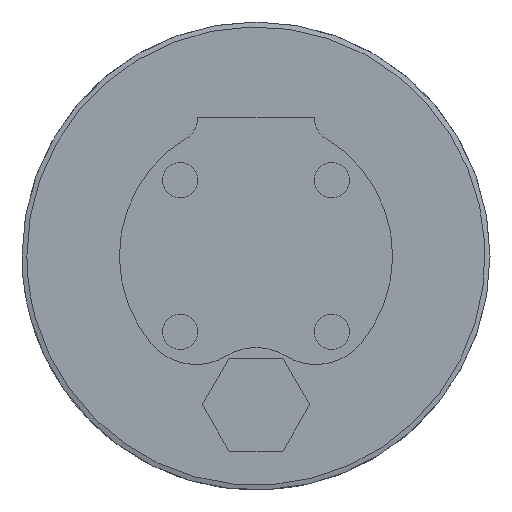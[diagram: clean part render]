
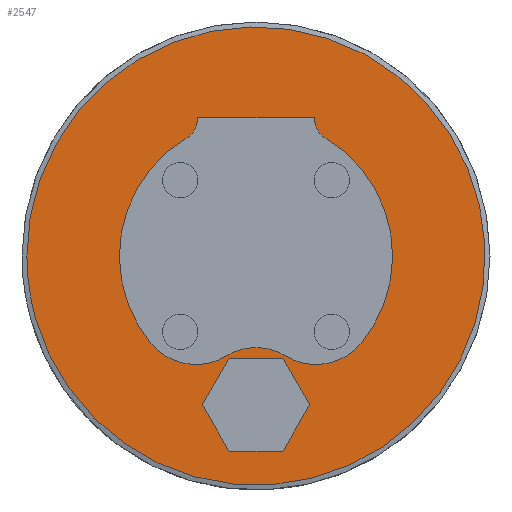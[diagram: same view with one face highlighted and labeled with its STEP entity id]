
A CAD part, left-side view. The second image highlights one B-rep face of the part: STEP entity #2547.
In plain terms, the highlighted planar face has unit normal (-1, 0, 0).
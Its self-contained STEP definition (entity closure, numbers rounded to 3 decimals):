
#171=FACE_BOUND('',#535,.T.);
#172=FACE_BOUND('',#536,.T.);
#189=CIRCLE('',#2715,46.95);
#190=CIRCLE('',#2716,46.95);
#191=CIRCLE('',#2717,12.);
#192=CIRCLE('',#2718,11.5);
#193=CIRCLE('',#2719,12.);
#194=CIRCLE('',#2720,28.);
#195=CIRCLE('',#2721,5.);
#196=CIRCLE('',#2722,5.);
#197=CIRCLE('',#2723,28.);
#387=FACE_OUTER_BOUND('',#534,.T.);
#534=EDGE_LOOP('',(#1731,#1732));
#535=EDGE_LOOP('',(#1733,#1734,#1735,#1736,#1737,#1738,#1739));
#536=EDGE_LOOP('',(#1740,#1741,#1742,#1743,#1744,#1745,#1746,#1747));
#692=LINE('',#3961,#856);
#697=LINE('',#3970,#861);
#698=LINE('',#3973,#862);
#706=LINE('',#3988,#870);
#707=LINE('',#3991,#871);
#709=LINE('',#3995,#873);
#711=LINE('',#3998,#875);
#712=LINE('',#4016,#876);
#856=VECTOR('',#3072,5.5);
#861=VECTOR('',#3079,5.5);
#862=VECTOR('',#3082,11.);
#870=VECTOR('',#3094,11.);
#871=VECTOR('',#3097,11.);
#873=VECTOR('',#3101,11.);
#875=VECTOR('',#3105,11.);
#876=VECTOR('',#3122,23.822);
#1019=VERTEX_POINT('',#3957);
#1021=VERTEX_POINT('',#3960);
#1024=VERTEX_POINT('',#3968);
#1025=VERTEX_POINT('',#3972);
#1030=VERTEX_POINT('',#3986);
#1031=VERTEX_POINT('',#3990);
#1032=VERTEX_POINT('',#3994);
#1033=VERTEX_POINT('',#4000);
#1034=VERTEX_POINT('',#4001);
#1035=VERTEX_POINT('',#4004);
#1036=VERTEX_POINT('',#4005);
#1037=VERTEX_POINT('',#4007);
#1038=VERTEX_POINT('',#4009);
#1039=VERTEX_POINT('',#4011);
#1040=VERTEX_POINT('',#4013);
#1041=VERTEX_POINT('',#4015);
#1042=VERTEX_POINT('',#4017);
#1295=EDGE_CURVE('',#1019,#1021,#692,.T.);
#1300=EDGE_CURVE('',#1024,#1019,#697,.T.);
#1301=EDGE_CURVE('',#1021,#1025,#698,.T.);
#1309=EDGE_CURVE('',#1030,#1024,#706,.T.);
#1310=EDGE_CURVE('',#1025,#1031,#707,.T.);
#1312=EDGE_CURVE('',#1031,#1032,#709,.T.);
#1314=EDGE_CURVE('',#1032,#1030,#711,.T.);
#1315=EDGE_CURVE('',#1033,#1034,#189,.T.);
#1316=EDGE_CURVE('',#1034,#1033,#190,.T.);
#1317=EDGE_CURVE('',#1035,#1036,#191,.T.);
#1318=EDGE_CURVE('',#1037,#1035,#192,.T.);
#1319=EDGE_CURVE('',#1038,#1037,#193,.T.);
#1320=EDGE_CURVE('',#1039,#1038,#194,.T.);
#1321=EDGE_CURVE('',#1040,#1039,#195,.T.);
#1322=EDGE_CURVE('',#1041,#1040,#712,.T.);
#1323=EDGE_CURVE('',#1042,#1041,#196,.T.);
#1324=EDGE_CURVE('',#1036,#1042,#197,.T.);
#1731=ORIENTED_EDGE('',*,*,#1315,.F.);
#1732=ORIENTED_EDGE('',*,*,#1316,.F.);
#1733=ORIENTED_EDGE('',*,*,#1300,.F.);
#1734=ORIENTED_EDGE('',*,*,#1309,.F.);
#1735=ORIENTED_EDGE('',*,*,#1314,.F.);
#1736=ORIENTED_EDGE('',*,*,#1312,.F.);
#1737=ORIENTED_EDGE('',*,*,#1310,.F.);
#1738=ORIENTED_EDGE('',*,*,#1301,.F.);
#1739=ORIENTED_EDGE('',*,*,#1295,.F.);
#1740=ORIENTED_EDGE('',*,*,#1317,.F.);
#1741=ORIENTED_EDGE('',*,*,#1318,.F.);
#1742=ORIENTED_EDGE('',*,*,#1319,.F.);
#1743=ORIENTED_EDGE('',*,*,#1320,.F.);
#1744=ORIENTED_EDGE('',*,*,#1321,.F.);
#1745=ORIENTED_EDGE('',*,*,#1322,.F.);
#1746=ORIENTED_EDGE('',*,*,#1323,.F.);
#1747=ORIENTED_EDGE('',*,*,#1324,.F.);
#2508=PLANE('',#2714);
#2547=ADVANCED_FACE('',(#387,#171,#172),#2508,.F.);
#2714=AXIS2_PLACEMENT_3D('',#3999,#3106,#3107);
#2715=AXIS2_PLACEMENT_3D('',#4002,#3108,#3109);
#2716=AXIS2_PLACEMENT_3D('',#4003,#3110,#3111);
#2717=AXIS2_PLACEMENT_3D('',#4006,#3112,#3113);
#2718=AXIS2_PLACEMENT_3D('',#4008,#3114,#3115);
#2719=AXIS2_PLACEMENT_3D('',#4010,#3116,#3117);
#2720=AXIS2_PLACEMENT_3D('',#4012,#3118,#3119);
#2721=AXIS2_PLACEMENT_3D('',#4014,#3120,#3121);
#2722=AXIS2_PLACEMENT_3D('',#4018,#3123,#3124);
#2723=AXIS2_PLACEMENT_3D('',#4019,#3125,#3126);
#3072=DIRECTION('',(0.,-1.,0.));
#3079=DIRECTION('',(0.,-1.,0.));
#3082=DIRECTION('',(0.,-0.5,0.866));
#3094=DIRECTION('',(0.,-0.5,-0.866));
#3097=DIRECTION('',(0.,0.5,0.866));
#3101=DIRECTION('',(0.,1.,0.));
#3105=DIRECTION('',(0.,0.5,-0.866));
#3106=DIRECTION('center_axis',(1.,0.,0.));
#3107=DIRECTION('ref_axis',(0.,0.,-1.));
#3108=DIRECTION('center_axis',(1.,0.,0.));
#3109=DIRECTION('ref_axis',(0.,1.,0.));
#3110=DIRECTION('center_axis',(1.,0.,0.));
#3111=DIRECTION('ref_axis',(0.,1.,0.));
#3112=DIRECTION('center_axis',(-1.,0.,0.));
#3113=DIRECTION('ref_axis',(0.,0.523,-0.852));
#3114=DIRECTION('center_axis',(1.,0.,0.));
#3115=DIRECTION('ref_axis',(0.,0.523,0.852));
#3116=DIRECTION('center_axis',(-1.,0.,0.));
#3117=DIRECTION('ref_axis',(0.,0.769,-0.64));
#3118=DIRECTION('center_axis',(-1.,0.,0.));
#3119=DIRECTION('ref_axis',(0.,0.512,0.859));
#3120=DIRECTION('center_axis',(1.,0.,0.));
#3121=DIRECTION('ref_axis',(0.,-1.,0.));
#3122=DIRECTION('',(0.,1.,0.));
#3123=DIRECTION('center_axis',(1.,0.,0.));
#3124=DIRECTION('ref_axis',(0.,0.512,-0.859));
#3125=DIRECTION('center_axis',(-1.,0.,0.));
#3126=DIRECTION('ref_axis',(0.,-0.769,-0.64));
#3957=CARTESIAN_POINT('',(0.,0.,-40.));
#3960=CARTESIAN_POINT('',(0.,-5.5,-40.));
#3961=CARTESIAN_POINT('',(0.,0.,-40.));
#3968=CARTESIAN_POINT('',(0.,5.5,-40.));
#3970=CARTESIAN_POINT('',(0.,5.5,-40.));
#3972=CARTESIAN_POINT('',(0.,-11.,-30.474));
#3973=CARTESIAN_POINT('',(0.,-5.5,-40.));
#3986=CARTESIAN_POINT('',(0.,11.,-30.474));
#3988=CARTESIAN_POINT('',(0.,11.,-30.474));
#3990=CARTESIAN_POINT('',(0.,-5.5,-20.947));
#3991=CARTESIAN_POINT('',(0.,-11.,-30.474));
#3994=CARTESIAN_POINT('',(0.,5.5,-20.947));
#3995=CARTESIAN_POINT('',(0.,-5.5,-20.947));
#3998=CARTESIAN_POINT('',(0.,5.5,-20.947));
#3999=CARTESIAN_POINT('Origin',(0.,0.,0.));
#4000=CARTESIAN_POINT('',(0.,46.95,0.));
#4001=CARTESIAN_POINT('',(0.,45.25,-12.519));
#4002=CARTESIAN_POINT('Origin',(0.,0.,0.));
#4003=CARTESIAN_POINT('Origin',(0.,0.,0.));
#4004=CARTESIAN_POINT('',(0.,-6.019,-20.458));
#4005=CARTESIAN_POINT('',(0.,-21.525,-17.907));
#4006=CARTESIAN_POINT('Origin',(0.,-12.3,-10.233));
#4007=CARTESIAN_POINT('',(0.,6.019,-20.458));
#4008=CARTESIAN_POINT('Origin',(0.,0.,-30.257));
#4009=CARTESIAN_POINT('',(0.,21.525,-17.907));
#4010=CARTESIAN_POINT('Origin',(0.,12.3,-10.233));
#4011=CARTESIAN_POINT('',(0.,14.349,24.044));
#4012=CARTESIAN_POINT('Origin',(0.,0.,0.));
#4013=CARTESIAN_POINT('',(0.,11.911,28.337));
#4014=CARTESIAN_POINT('Origin',(0.,16.911,28.337));
#4015=CARTESIAN_POINT('',(0.,-11.911,28.337));
#4016=CARTESIAN_POINT('',(0.,-11.911,28.337));
#4017=CARTESIAN_POINT('',(0.,-14.349,24.044));
#4018=CARTESIAN_POINT('Origin',(0.,-16.911,28.337));
#4019=CARTESIAN_POINT('Origin',(0.,0.,0.));
